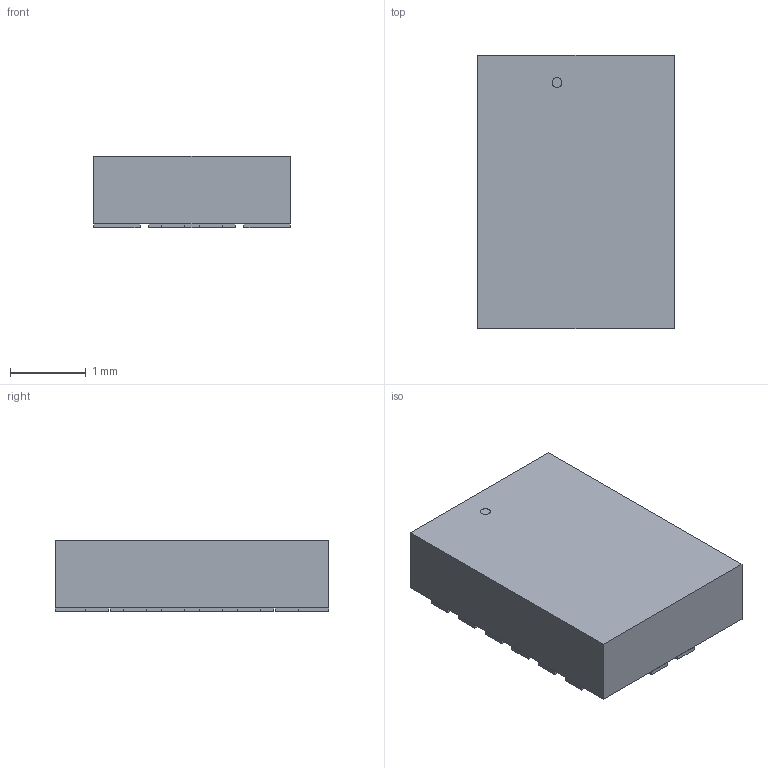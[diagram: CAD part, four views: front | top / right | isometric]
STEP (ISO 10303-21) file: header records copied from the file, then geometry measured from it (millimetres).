
FILE_DESCRIPTION(('STEP AP214'),'1');
FILE_NAME('SOT763-1_NEX','2021-01-24T05:58:58',(''),(''),'','','');
FILE_SCHEMA(('AUTOMOTIVE_DESIGN'));
Length unit declared in the file: millimetre
Products named in the file (1): product
Bounding box: 2.59 x 3.61 x 0.94 mm (x, y, z)
Volume: 8.6 mm3; surface area: 42.4 mm2
Topology: 19 solids, 19 shells, 111 faces, 219 edges, 146 vertices
Faces by surface type: plane 110, cylinder 1
Full cylindrical faces by diameter (mm): 0.13 x1
Entity records: 2704 total; most frequent: DIRECTION 446, ORIENTED_EDGE 436, CARTESIAN_POINT 261, EDGE_CURVE 218, LINE 216, VECTOR 216, VERTEX_POINT 146, AXIS2_PLACEMENT_3D 115
